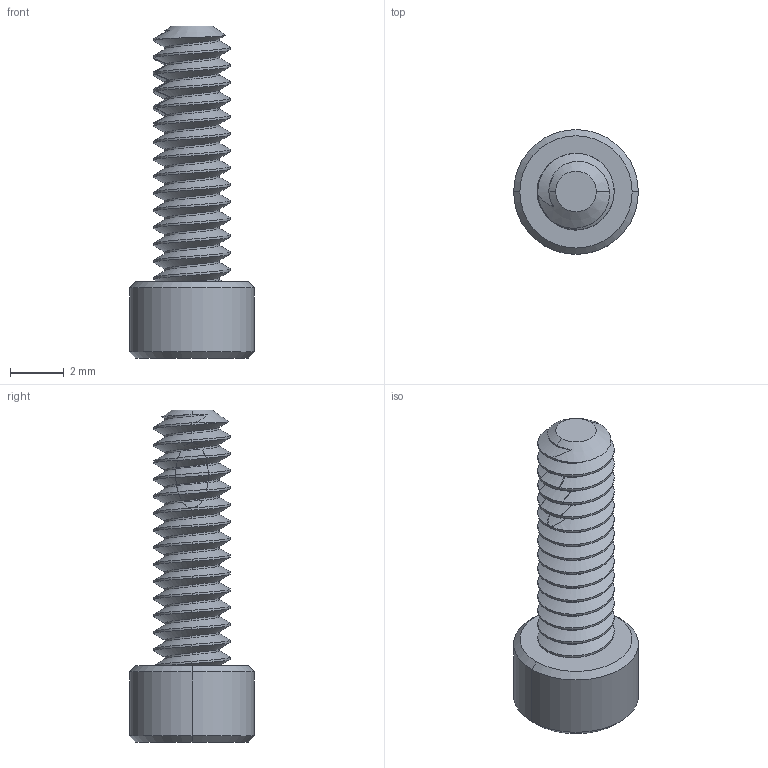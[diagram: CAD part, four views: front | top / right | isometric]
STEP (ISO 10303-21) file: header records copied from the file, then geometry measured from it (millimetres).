
FILE_DESCRIPTION (( 'STEP AP203' ), '1' );
FILE_NAME ('93705A120.step', '2014-03-14T14:34:49', ( '' ), ( '' ), 'SwSTEP 2.0', 'SolidWorks 2013', '' );
FILE_SCHEMA (( 'CONFIG_CONTROL_DESIGN' ));
Length unit declared in the file: inch
Products named in the file (1): 93705A120
Bounding box: 4.65 x 4.65 x 12.37 mm (x, y, z)
Volume: 83.1 mm3; surface area: 209.7 mm2
Topology: 1 solids, 1 shells, 113 faces, 310 edges, 201 vertices
Faces by surface type: cylinder 72, bspline 18, cone 13, plane 10
Entity records: 8382 total; most frequent: CARTESIAN_POINT 6021, ORIENTED_EDGE 620, DIRECTION 312, EDGE_CURVE 310, VERTEX_POINT 201, AXIS2_PLACEMENT_3D 118, EDGE_LOOP 115, ADVANCED_FACE 113
